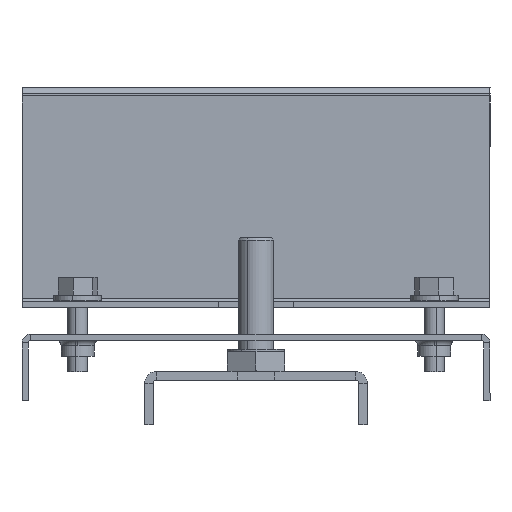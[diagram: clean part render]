
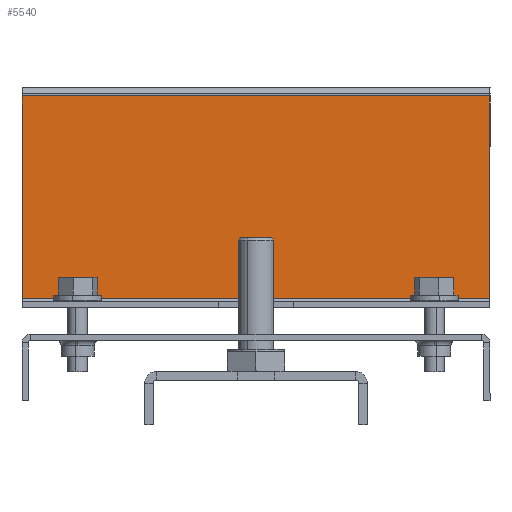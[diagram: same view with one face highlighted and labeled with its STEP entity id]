
A CAD part, left-side view. The second image highlights one B-rep face of the part: STEP entity #5540.
In plain terms, the highlighted planar face has unit normal (-1, 0, 0).
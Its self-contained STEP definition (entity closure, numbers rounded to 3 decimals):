
#93 = DIRECTION ( 'NONE',  ( 1., 0., 0. ) ) ;
#116 = DIRECTION ( 'NONE',  ( 0., 0., -1. ) ) ;
#320 = CARTESIAN_POINT ( 'NONE',  ( -178.4, -52.5, 46.6 ) ) ;
#461 = VERTEX_POINT ( 'NONE', #3286 ) ;
#476 = LINE ( 'NONE', #1472, #2992 ) ;
#647 = DIRECTION ( 'NONE',  ( 0., 0., -1. ) ) ;
#1004 = VERTEX_POINT ( 'NONE', #4476 ) ;
#1409 = CARTESIAN_POINT ( 'NONE',  ( -178.4, 0., 0. ) ) ;
#1472 = CARTESIAN_POINT ( 'NONE',  ( -178.4, 0., 0.6 ) ) ;
#1911 = ORIENTED_EDGE ( 'NONE', *, *, #4273, .T. ) ;
#2215 = DIRECTION ( 'NONE',  ( 0., 0., 1. ) ) ;
#2436 = FACE_OUTER_BOUND ( 'NONE', #3497, .T. ) ;
#2455 = EDGE_CURVE ( 'NONE', #461, #1004, #476, .T. ) ;
#2529 = AXIS2_PLACEMENT_3D ( 'NONE', #1409, #93, #116 ) ;
#2542 = CARTESIAN_POINT ( 'NONE',  ( -178.4, 52.5, 0. ) ) ;
#2785 = LINE ( 'NONE', #3744, #3485 ) ;
#2992 = VECTOR ( 'NONE', #3533, 1000. ) ;
#3256 = VERTEX_POINT ( 'NONE', #5809 ) ;
#3286 = CARTESIAN_POINT ( 'NONE',  ( -178.4, -52.5, 0.6 ) ) ;
#3485 = VECTOR ( 'NONE', #3729, 1000. ) ;
#3486 = CARTESIAN_POINT ( 'NONE',  ( -178.4, 52.5, 46. ) ) ;
#3497 = EDGE_LOOP ( 'NONE', ( #4440, #1911, #5830, #5527 ) ) ;
#3533 = DIRECTION ( 'NONE',  ( 0., 1., 0. ) ) ;
#3588 = EDGE_CURVE ( 'NONE', #5730, #3256, #2785, .T. ) ;
#3729 = DIRECTION ( 'NONE',  ( 0., -1., 0. ) ) ;
#3744 = CARTESIAN_POINT ( 'NONE',  ( -178.4, 52.5, 46. ) ) ;
#3923 = VECTOR ( 'NONE', #2215, 1000. ) ;
#4273 = EDGE_CURVE ( 'NONE', #5730, #1004, #5190, .T. ) ;
#4399 = VECTOR ( 'NONE', #647, 1000. ) ;
#4440 = ORIENTED_EDGE ( 'NONE', *, *, #3588, .F. ) ;
#4476 = CARTESIAN_POINT ( 'NONE',  ( -178.4, 52.5, 0.6 ) ) ;
#4905 = LINE ( 'NONE', #320, #3923 ) ;
#5007 = EDGE_CURVE ( 'NONE', #461, #3256, #4905, .T. ) ;
#5190 = LINE ( 'NONE', #2542, #4399 ) ;
#5370 = PLANE ( 'NONE',  #2529 ) ;
#5527 = ORIENTED_EDGE ( 'NONE', *, *, #5007, .T. ) ;
#5540 = ADVANCED_FACE ( 'NONE', ( #2436 ), #5370, .F. ) ;
#5730 = VERTEX_POINT ( 'NONE', #3486 ) ;
#5809 = CARTESIAN_POINT ( 'NONE',  ( -178.4, -52.5, 46. ) ) ;
#5830 = ORIENTED_EDGE ( 'NONE', *, *, #2455, .F. ) ;
